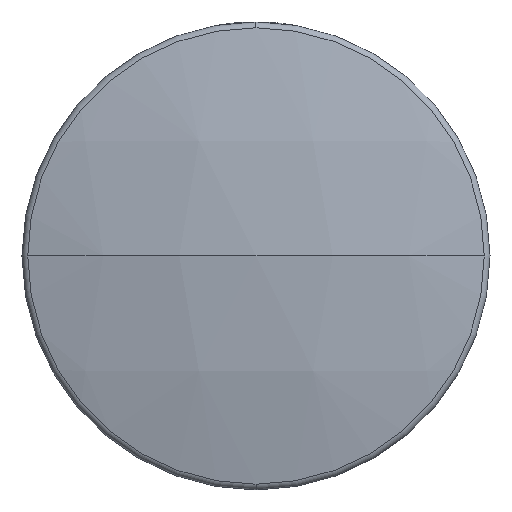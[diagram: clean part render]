
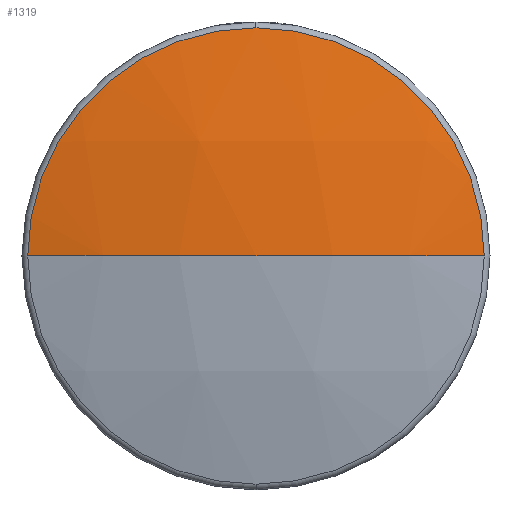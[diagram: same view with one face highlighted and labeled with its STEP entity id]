
A CAD part, left-side view. The second image highlights one B-rep face of the part: STEP entity #1319.
In plain terms, the highlighted spherical face has radius 105.667 mm.
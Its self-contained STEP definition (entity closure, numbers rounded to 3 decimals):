
#99 = DIRECTION ( 'NONE',  ( 0., 0., -1. ) ) ;
#117 = CIRCLE ( 'NONE', #637, 24.385 ) ;
#191 = CARTESIAN_POINT ( 'NONE',  ( 105.667, 0., 0. ) ) ;
#254 = CIRCLE ( 'NONE', #2095, 105.667 ) ;
#371 = DIRECTION ( 'NONE',  ( 0., 0., -1. ) ) ;
#530 = CARTESIAN_POINT ( 'NONE',  ( 2.852, -24.385, 0. ) ) ;
#547 = CARTESIAN_POINT ( 'NONE',  ( 2.852, 0., 24.385 ) ) ;
#567 = DIRECTION ( 'NONE',  ( -1., 0., 0. ) ) ;
#635 = ORIENTED_EDGE ( 'NONE', *, *, #1357, .T. ) ;
#637 = AXIS2_PLACEMENT_3D ( 'NONE', #1857, #567, #99 ) ;
#710 = DIRECTION ( 'NONE',  ( -1., 0., 0. ) ) ;
#747 = EDGE_CURVE ( 'NONE', #1941, #1392, #254, .T. ) ;
#930 = VERTEX_POINT ( 'NONE', #547 ) ;
#989 = EDGE_CURVE ( 'NONE', #930, #1392, #2754, .T. ) ;
#1149 = SPHERICAL_SURFACE ( 'NONE', #1524, 105.667 ) ;
#1154 = CIRCLE ( 'NONE', #2715, 105.667 ) ;
#1319 = ADVANCED_FACE ( 'NONE', ( #1434 ), #1149, .T. ) ;
#1357 = EDGE_CURVE ( 'NONE', #1941, #3283, #1154, .T. ) ;
#1392 = VERTEX_POINT ( 'NONE', #2153 ) ;
#1434 = FACE_OUTER_BOUND ( 'NONE', #3020, .T. ) ;
#1490 = CARTESIAN_POINT ( 'NONE',  ( 105.667, 0., 0. ) ) ;
#1524 = AXIS2_PLACEMENT_3D ( 'NONE', #191, #2192, #2171 ) ;
#1620 = CARTESIAN_POINT ( 'NONE',  ( 2.852, 0., 0. ) ) ;
#1723 = CARTESIAN_POINT ( 'NONE',  ( 0., 0., 0. ) ) ;
#1730 = DIRECTION ( 'NONE',  ( 0., 0., -1. ) ) ;
#1857 = CARTESIAN_POINT ( 'NONE',  ( 2.852, 0., 0. ) ) ;
#1941 = VERTEX_POINT ( 'NONE', #1723 ) ;
#1952 = DIRECTION ( 'NONE',  ( 0., -1., 0. ) ) ;
#2095 = AXIS2_PLACEMENT_3D ( 'NONE', #1490, #1730, #710 ) ;
#2153 = CARTESIAN_POINT ( 'NONE',  ( 2.852, 24.385, 0. ) ) ;
#2171 = DIRECTION ( 'NONE',  ( 0., 1., 0. ) ) ;
#2192 = DIRECTION ( 'NONE',  ( 0., 0., 1. ) ) ;
#2208 = DIRECTION ( 'NONE',  ( -1., 0., 0. ) ) ;
#2322 = EDGE_CURVE ( 'NONE', #3283, #930, #117, .T. ) ;
#2437 = ORIENTED_EDGE ( 'NONE', *, *, #989, .T. ) ;
#2686 = ORIENTED_EDGE ( 'NONE', *, *, #2322, .T. ) ;
#2715 = AXIS2_PLACEMENT_3D ( 'NONE', #3235, #2951, #1952 ) ;
#2754 = CIRCLE ( 'NONE', #3183, 24.385 ) ;
#2951 = DIRECTION ( 'NONE',  ( 0., 0., 1. ) ) ;
#3020 = EDGE_LOOP ( 'NONE', ( #3291, #635, #2686, #2437 ) ) ;
#3183 = AXIS2_PLACEMENT_3D ( 'NONE', #1620, #2208, #371 ) ;
#3235 = CARTESIAN_POINT ( 'NONE',  ( 105.667, 0., 0. ) ) ;
#3283 = VERTEX_POINT ( 'NONE', #530 ) ;
#3291 = ORIENTED_EDGE ( 'NONE', *, *, #747, .F. ) ;
